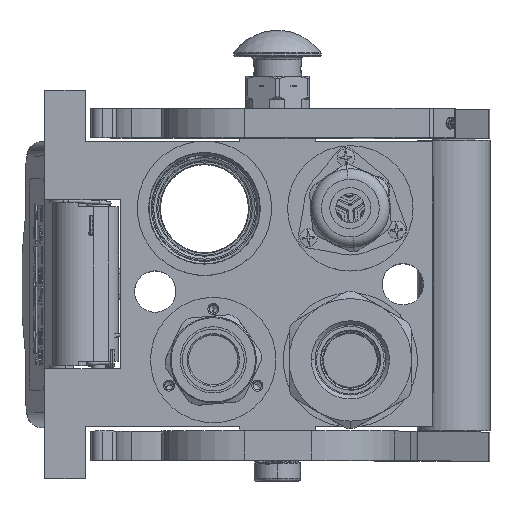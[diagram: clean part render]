
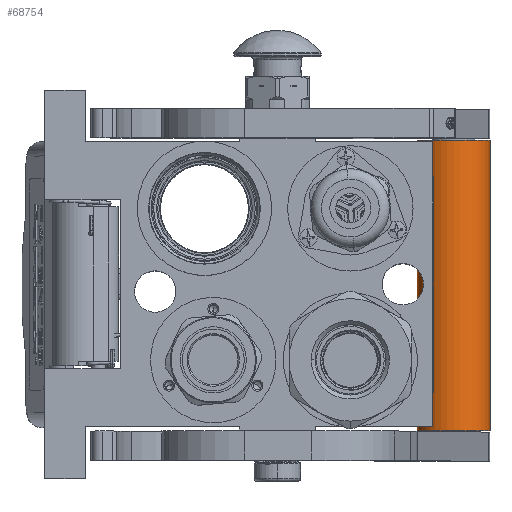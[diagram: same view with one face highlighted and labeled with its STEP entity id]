
A CAD part, top view. The second image highlights one B-rep face of the part: STEP entity #68754.
In plain terms, the highlighted cylindrical face has radius 12.5 mm (diameter 25 mm), a partial arc.
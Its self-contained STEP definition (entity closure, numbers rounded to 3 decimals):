
#4785 = ORIENTED_EDGE ( 'NONE', *, *, #94814, .T. ) ;
#8499 = FACE_OUTER_BOUND ( 'NONE', #114570, .T. ) ;
#11382 = DIRECTION ( 'NONE',  ( 0., -1., 0. ) ) ;
#12260 = CARTESIAN_POINT ( 'NONE',  ( -94.25, 0., 0. ) ) ;
#14508 = DIRECTION ( 'NONE',  ( -1., 0., 0. ) ) ;
#19905 = ORIENTED_EDGE ( 'NONE', *, *, #150374, .F. ) ;
#20094 = VECTOR ( 'NONE', #78799, 1000. ) ;
#29190 = AXIS2_PLACEMENT_3D ( 'NONE', #49873, #88807, #11382 ) ;
#30136 = VERTEX_POINT ( 'NONE', #75187 ) ;
#32766 = ORIENTED_EDGE ( 'NONE', *, *, #112684, .T. ) ;
#36492 = CIRCLE ( 'NONE', #39025, 12.5 ) ;
#38488 = VECTOR ( 'NONE', #95194, 1000. ) ;
#39025 = AXIS2_PLACEMENT_3D ( 'NONE', #102484, #74618, #127089 ) ;
#49873 = CARTESIAN_POINT ( 'NONE',  ( 0., 0., 0. ) ) ;
#51322 = DIRECTION ( 'NONE',  ( 0., 1., 0. ) ) ;
#54116 = CARTESIAN_POINT ( 'NONE',  ( 5.25, 12.5, 0. ) ) ;
#60413 = EDGE_CURVE ( 'NONE', #30136, #102977, #85846, .T. ) ;
#61960 = ORIENTED_EDGE ( 'NONE', *, *, #60413, .F. ) ;
#68754 = ADVANCED_FACE ( 'NONE', ( #8499 ), #168602, .T. ) ;
#72470 = CARTESIAN_POINT ( 'NONE',  ( 5.25, -12.5, 0. ) ) ;
#73452 = LINE ( 'NONE', #147298, #38488 ) ;
#74618 = DIRECTION ( 'NONE',  ( -1., 0., 0. ) ) ;
#75187 = CARTESIAN_POINT ( 'NONE',  ( 5.25, 12.5, 0. ) ) ;
#78799 = DIRECTION ( 'NONE',  ( -1., 0., 0. ) ) ;
#79606 = CARTESIAN_POINT ( 'NONE',  ( -94.25, 12.5, 0. ) ) ;
#85846 = LINE ( 'NONE', #54116, #20094 ) ;
#88807 = DIRECTION ( 'NONE',  ( -1., 0., 0. ) ) ;
#89791 = VERTEX_POINT ( 'NONE', #72470 ) ;
#94814 = EDGE_CURVE ( 'NONE', #89791, #117854, #73452, .T. ) ;
#95194 = DIRECTION ( 'NONE',  ( -1., 0., 0. ) ) ;
#98617 = AXIS2_PLACEMENT_3D ( 'NONE', #12260, #14508, #51322 ) ;
#102484 = CARTESIAN_POINT ( 'NONE',  ( 5.25, 0., 0. ) ) ;
#102977 = VERTEX_POINT ( 'NONE', #79606 ) ;
#112684 = EDGE_CURVE ( 'NONE', #30136, #89791, #36492, .T. ) ;
#114570 = EDGE_LOOP ( 'NONE', ( #32766, #4785, #19905, #61960 ) ) ;
#117854 = VERTEX_POINT ( 'NONE', #127151 ) ;
#127089 = DIRECTION ( 'NONE',  ( 0., 1., 0. ) ) ;
#127151 = CARTESIAN_POINT ( 'NONE',  ( -94.25, -12.5, 0. ) ) ;
#133046 = CIRCLE ( 'NONE', #98617, 12.5 ) ;
#147298 = CARTESIAN_POINT ( 'NONE',  ( 5.25, -12.5, 0. ) ) ;
#150374 = EDGE_CURVE ( 'NONE', #102977, #117854, #133046, .T. ) ;
#168602 = CYLINDRICAL_SURFACE ( 'NONE', #29190, 12.5 ) ;
